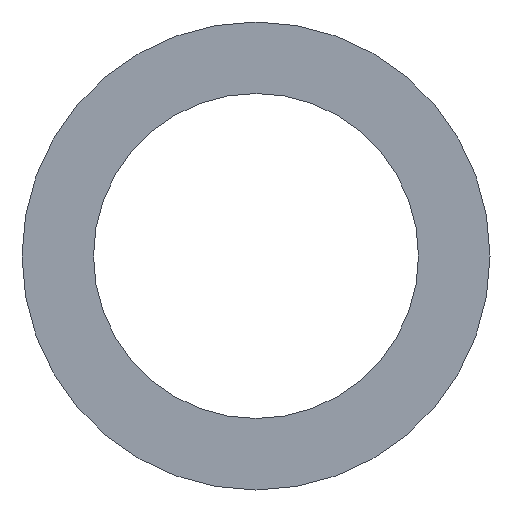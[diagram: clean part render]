
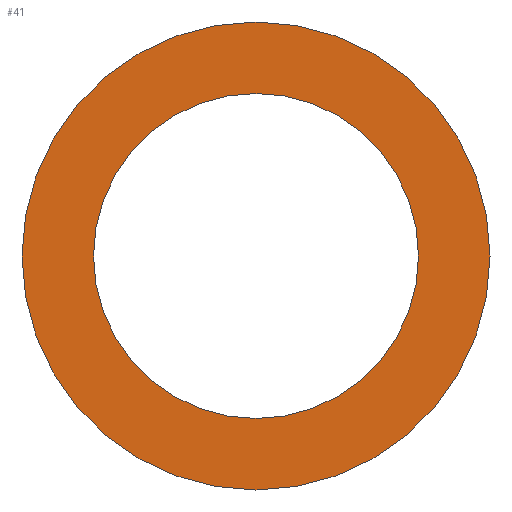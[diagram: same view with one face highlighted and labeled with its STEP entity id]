
A CAD part, left-side view. The second image highlights one B-rep face of the part: STEP entity #41.
In plain terms, the highlighted planar face has unit normal (-1, 0, 0).
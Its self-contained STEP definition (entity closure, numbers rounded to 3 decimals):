
#41=ADVANCED_FACE('',(#77,#78),#79,.T.);
#77=FACE_OUTER_BOUND('',#105,.T.);
#78=FACE_BOUND('',#106,.T.);
#79=PLANE('',#107);
#105=EDGE_LOOP('',(#151,#152));
#106=EDGE_LOOP('',(#153,#154));
#107=AXIS2_PLACEMENT_3D('',#155,#156,#157);
#151=ORIENTED_EDGE('',*,*,#174,.T.);
#152=ORIENTED_EDGE('',*,*,#161,.T.);
#153=ORIENTED_EDGE('',*,*,#168,.T.);
#154=ORIENTED_EDGE('',*,*,#170,.T.);
#155=CARTESIAN_POINT('',(0.,0.,0.));
#156=DIRECTION('',(-1.0,0.0,0.0));
#157=DIRECTION('',(0.0,0.0,1.0));
#161=EDGE_CURVE('',#182,#179,#183,.T.);
#168=EDGE_CURVE('',#189,#193,#195,.T.);
#170=EDGE_CURVE('',#193,#189,#197,.T.);
#174=EDGE_CURVE('',#179,#182,#201,.T.);
#179=VERTEX_POINT('',#206);
#182=VERTEX_POINT('',#210);
#183=CIRCLE('',#211,9.0);
#189=VERTEX_POINT('',#218);
#193=VERTEX_POINT('',#223);
#195=CIRCLE('',#226,6.25);
#197=CIRCLE('',#228,6.25);
#201=CIRCLE('',#232,9.0);
#206=CARTESIAN_POINT('',(0.,-9.,0.));
#210=CARTESIAN_POINT('',(0.,9.,0.));
#211=AXIS2_PLACEMENT_3D('',#237,#238,#239);
#218=CARTESIAN_POINT('',(0.,-6.25,0.));
#223=CARTESIAN_POINT('',(0.,6.25,0.));
#226=AXIS2_PLACEMENT_3D('',#249,#250,#251);
#228=AXIS2_PLACEMENT_3D('',#252,#253,#254);
#232=AXIS2_PLACEMENT_3D('',#261,#262,#263);
#237=CARTESIAN_POINT('',(0.,0.,0.));
#238=DIRECTION('',(-1.0,0.0,0.0));
#239=DIRECTION('',(0.0,-1.0,0.0));
#249=CARTESIAN_POINT('',(0.,0.,0.));
#250=DIRECTION('',(1.0,0.0,0.0));
#251=DIRECTION('',(0.0,-1.0,0.0));
#252=CARTESIAN_POINT('',(0.,0.,0.));
#253=DIRECTION('',(1.0,0.0,0.0));
#254=DIRECTION('',(0.0,-1.0,0.0));
#261=CARTESIAN_POINT('',(0.,0.,0.));
#262=DIRECTION('',(-1.0,0.0,0.0));
#263=DIRECTION('',(0.0,-1.0,0.0));
